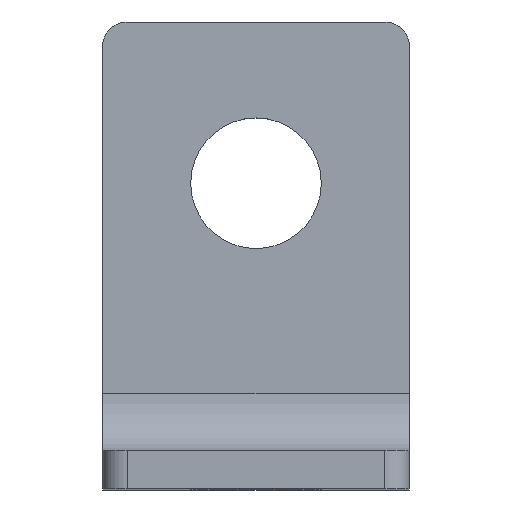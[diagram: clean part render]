
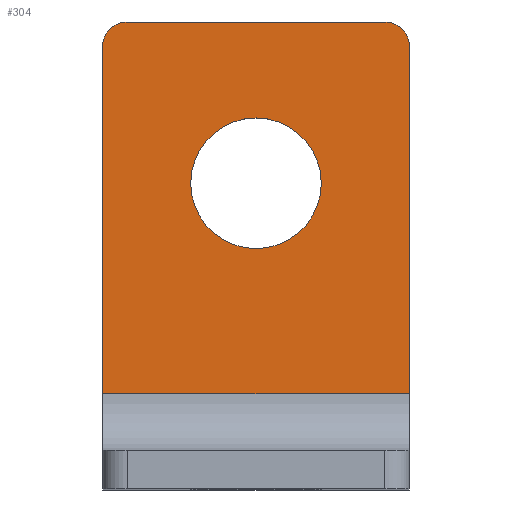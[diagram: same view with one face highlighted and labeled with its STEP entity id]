
A CAD part, top view. The second image highlights one B-rep face of the part: STEP entity #304.
In plain terms, the highlighted planar face has unit normal (0, 0, 1).
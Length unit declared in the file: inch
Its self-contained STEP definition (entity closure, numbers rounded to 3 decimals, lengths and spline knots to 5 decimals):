
#5 = VECTOR ( 'NONE', #610, 39.37008 ) ;
#12 = CARTESIAN_POINT ( 'NONE',  ( 0.05, 0.825, 0. ) ) ;
#15 = AXIS2_PLACEMENT_3D ( 'NONE', #331, #434, #655 ) ;
#30 = CARTESIAN_POINT ( 'NONE',  ( 0.625, 0.11775, 0. ) ) ;
#36 = DIRECTION ( 'NONE',  ( 0., 0., 1. ) ) ;
#38 = VECTOR ( 'NONE', #482, 39.37008 ) ;
#56 = CARTESIAN_POINT ( 'NONE',  ( 0.4455, 0.5465, 0. ) ) ;
#77 = VERTEX_POINT ( 'NONE', #584 ) ;
#89 = VERTEX_POINT ( 'NONE', #527 ) ;
#97 = CARTESIAN_POINT ( 'NONE',  ( 0.625, 0., 0. ) ) ;
#99 = EDGE_CURVE ( 'NONE', #474, #113, #305, .T. ) ;
#110 = PLANE ( 'NONE',  #15 ) ;
#113 = VERTEX_POINT ( 'NONE', #310 ) ;
#120 = ORIENTED_EDGE ( 'NONE', *, *, #716, .T. ) ;
#124 = EDGE_CURVE ( 'NONE', #77, #483, #703, .T. ) ;
#128 = DIRECTION ( 'NONE',  ( 0., 1., 0. ) ) ;
#138 = DIRECTION ( 'NONE',  ( -1., 0., 0. ) ) ;
#141 = ORIENTED_EDGE ( 'NONE', *, *, #514, .F. ) ;
#164 = AXIS2_PLACEMENT_3D ( 'NONE', #12, #399, #501 ) ;
#200 = CIRCLE ( 'NONE', #226, 0.133 ) ;
#224 = EDGE_LOOP ( 'NONE', ( #141 ) ) ;
#226 = AXIS2_PLACEMENT_3D ( 'NONE', #687, #409, #630 ) ;
#237 = CARTESIAN_POINT ( 'NONE',  ( 0.575, 0.875, 0. ) ) ;
#240 = VECTOR ( 'NONE', #138, 39.37008 ) ;
#247 = ORIENTED_EDGE ( 'NONE', *, *, #562, .T. ) ;
#248 = DIRECTION ( 'NONE',  ( 1., 0., 0. ) ) ;
#265 = LINE ( 'NONE', #605, #38 ) ;
#269 = ORIENTED_EDGE ( 'NONE', *, *, #636, .T. ) ;
#304 = ADVANCED_FACE ( 'NONE', ( #706, #599 ), #110, .T. ) ;
#305 = LINE ( 'NONE', #30, #240 ) ;
#310 = CARTESIAN_POINT ( 'NONE',  ( 0., 0.11775, 0. ) ) ;
#331 = CARTESIAN_POINT ( 'NONE',  ( 0.625, 0., 0. ) ) ;
#338 = CARTESIAN_POINT ( 'NONE',  ( 0.625, 0.11775, 0. ) ) ;
#339 = VERTEX_POINT ( 'NONE', #56 ) ;
#352 = AXIS2_PLACEMENT_3D ( 'NONE', #415, #36, #248 ) ;
#359 = ORIENTED_EDGE ( 'NONE', *, *, #489, .F. ) ;
#391 = VECTOR ( 'NONE', #128, 39.37008 ) ;
#399 = DIRECTION ( 'NONE',  ( 0., 0., 1. ) ) ;
#409 = DIRECTION ( 'NONE',  ( 0., 0., 1. ) ) ;
#415 = CARTESIAN_POINT ( 'NONE',  ( 0.575, 0.825, 0. ) ) ;
#428 = LINE ( 'NONE', #97, #5 ) ;
#434 = DIRECTION ( 'NONE',  ( 0., 0., 1. ) ) ;
#469 = ORIENTED_EDGE ( 'NONE', *, *, #124, .T. ) ;
#474 = VERTEX_POINT ( 'NONE', #338 ) ;
#476 = CIRCLE ( 'NONE', #164, 0.05 ) ;
#482 = DIRECTION ( 'NONE',  ( -1., 0., 0. ) ) ;
#483 = VERTEX_POINT ( 'NONE', #237 ) ;
#489 = EDGE_CURVE ( 'NONE', #113, #578, #516, .T. ) ;
#497 = CARTESIAN_POINT ( 'NONE',  ( 0., 0.825, 0. ) ) ;
#501 = DIRECTION ( 'NONE',  ( 1., 0., 0. ) ) ;
#506 = ORIENTED_EDGE ( 'NONE', *, *, #99, .F. ) ;
#514 = EDGE_CURVE ( 'NONE', #339, #339, #200, .T. ) ;
#516 = LINE ( 'NONE', #613, #391 ) ;
#527 = CARTESIAN_POINT ( 'NONE',  ( 0.05, 0.875, 0. ) ) ;
#562 = EDGE_CURVE ( 'NONE', #483, #89, #265, .T. ) ;
#578 = VERTEX_POINT ( 'NONE', #497 ) ;
#584 = CARTESIAN_POINT ( 'NONE',  ( 0.625, 0.825, 0. ) ) ;
#599 = FACE_OUTER_BOUND ( 'NONE', #626, .T. ) ;
#605 = CARTESIAN_POINT ( 'NONE',  ( 0.625, 0.875, 0. ) ) ;
#610 = DIRECTION ( 'NONE',  ( 0., 1., 0. ) ) ;
#613 = CARTESIAN_POINT ( 'NONE',  ( 0., 0., 0. ) ) ;
#626 = EDGE_LOOP ( 'NONE', ( #269, #469, #247, #120, #359, #506 ) ) ;
#630 = DIRECTION ( 'NONE',  ( 1., 0., 0. ) ) ;
#636 = EDGE_CURVE ( 'NONE', #474, #77, #428, .T. ) ;
#655 = DIRECTION ( 'NONE',  ( 1., 0., 0. ) ) ;
#687 = CARTESIAN_POINT ( 'NONE',  ( 0.3125, 0.5465, 0. ) ) ;
#703 = CIRCLE ( 'NONE', #352, 0.05 ) ;
#706 = FACE_BOUND ( 'NONE', #224, .T. ) ;
#716 = EDGE_CURVE ( 'NONE', #89, #578, #476, .T. ) ;
